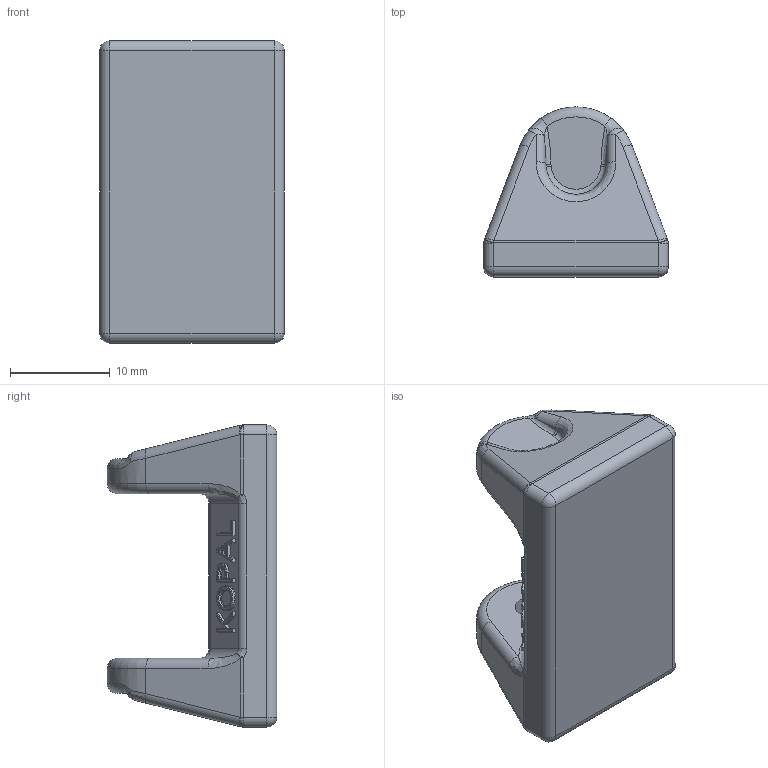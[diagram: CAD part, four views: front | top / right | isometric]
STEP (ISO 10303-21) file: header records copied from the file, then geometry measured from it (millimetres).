
FILE_DESCRIPTION (( 'STEP AP203' ), '1' );
FILE_NAME ('Swivel Shoe.STEP', '2009-03-10T00:06:14', ( 'Guy Thompson II' ), ( '' ), 'SwSTEP 2.0', 'SolidWorks 2008', '' );
FILE_SCHEMA (( 'CONFIG_CONTROL_DESIGN' ));
Length unit declared in the file: millimetre
Products named in the file (1): Swivel Shoe
Bounding box: 18.5 x 17 x 30.25 mm (x, y, z)
Volume: 4295.3 mm3; surface area: 2208.9 mm2
Topology: 1 solids, 1 shells, 376 faces, 863 edges, 496 vertices
Faces by surface type: cylinder 130, plane 107, bspline 103, sphere 22, torus 12, cone 2
Entity records: 15041 total; most frequent: CARTESIAN_POINT 7592, ORIENTED_EDGE 1706, DIRECTION 1263, EDGE_CURVE 853, VERTEX_POINT 494, AXIS2_PLACEMENT_3D 421, LINE 421, VECTOR 421
